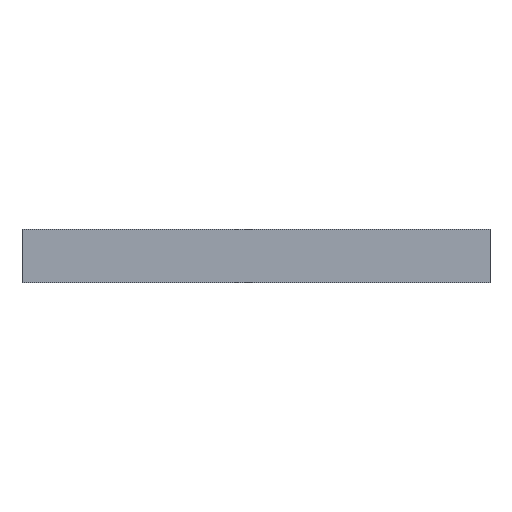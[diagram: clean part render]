
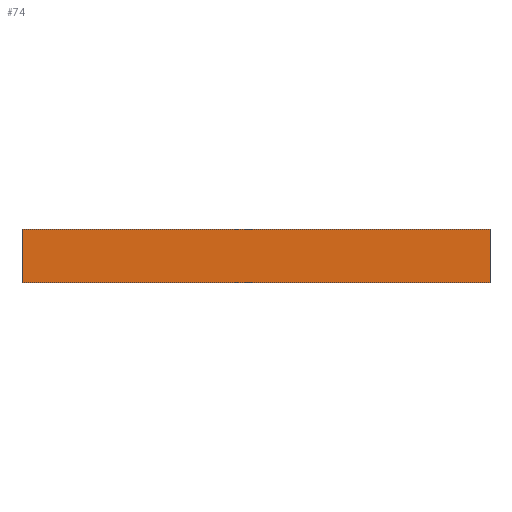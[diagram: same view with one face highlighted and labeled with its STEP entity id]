
A CAD part, top view. The second image highlights one B-rep face of the part: STEP entity #74.
In plain terms, the highlighted planar face has unit normal (0, 0, 1).
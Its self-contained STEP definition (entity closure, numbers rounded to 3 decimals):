
#1 = VERTEX_POINT ( 'NONE', #119 ) ;
#4 = LINE ( 'NONE', #225, #143 ) ;
#5 = PLANE ( 'NONE',  #69 ) ;
#8 = DIRECTION ( 'NONE',  ( 1., 0., 0. ) ) ;
#23 = EDGE_CURVE ( 'NONE', #209, #130, #198, .T. ) ;
#39 = VECTOR ( 'NONE', #185, 1000. ) ;
#42 = VERTEX_POINT ( 'NONE', #217 ) ;
#53 = ORIENTED_EDGE ( 'NONE', *, *, #72, .T. ) ;
#56 = CARTESIAN_POINT ( 'NONE',  ( -65., -7.45, 0.95 ) ) ;
#59 = DIRECTION ( 'NONE',  ( 0., 0., -1. ) ) ;
#61 = EDGE_CURVE ( 'NONE', #42, #1, #147, .T. ) ;
#69 = AXIS2_PLACEMENT_3D ( 'NONE', #99, #59, #223 ) ;
#72 = EDGE_CURVE ( 'NONE', #1, #209, #229, .T. ) ;
#74 = ADVANCED_FACE ( 'NONE', ( #97 ), #5, .F. ) ;
#75 = DIRECTION ( 'NONE',  ( 0., 1., 0. ) ) ;
#88 = ORIENTED_EDGE ( 'NONE', *, *, #61, .T. ) ;
#90 = VECTOR ( 'NONE', #75, 1000. ) ;
#92 = CARTESIAN_POINT ( 'NONE',  ( 65., -7.45, 0.95 ) ) ;
#97 = FACE_OUTER_BOUND ( 'NONE', #122, .T. ) ;
#99 = CARTESIAN_POINT ( 'NONE',  ( 0., 0., 0.95 ) ) ;
#100 = CARTESIAN_POINT ( 'NONE',  ( -65., -7.45, 0.95 ) ) ;
#116 = EDGE_CURVE ( 'NONE', #130, #42, #4, .T. ) ;
#119 = CARTESIAN_POINT ( 'NONE',  ( 65., 7.45, 0.95 ) ) ;
#121 = DIRECTION ( 'NONE',  ( -1., 0., 0. ) ) ;
#122 = EDGE_LOOP ( 'NONE', ( #88, #53, #139, #125 ) ) ;
#125 = ORIENTED_EDGE ( 'NONE', *, *, #116, .T. ) ;
#127 = CARTESIAN_POINT ( 'NONE',  ( -65., 7.45, 0.95 ) ) ;
#130 = VERTEX_POINT ( 'NONE', #100 ) ;
#139 = ORIENTED_EDGE ( 'NONE', *, *, #23, .T. ) ;
#143 = VECTOR ( 'NONE', #8, 1000. ) ;
#147 = LINE ( 'NONE', #92, #90 ) ;
#184 = VECTOR ( 'NONE', #121, 1000. ) ;
#185 = DIRECTION ( 'NONE',  ( 0., -1., 0. ) ) ;
#198 = LINE ( 'NONE', #56, #39 ) ;
#207 = CARTESIAN_POINT ( 'NONE',  ( -65., 7.45, 0.95 ) ) ;
#209 = VERTEX_POINT ( 'NONE', #127 ) ;
#217 = CARTESIAN_POINT ( 'NONE',  ( 65., -7.45, 0.95 ) ) ;
#223 = DIRECTION ( 'NONE',  ( -1., 0., 0. ) ) ;
#225 = CARTESIAN_POINT ( 'NONE',  ( -65., -7.45, 0.95 ) ) ;
#229 = LINE ( 'NONE', #207, #184 ) ;
